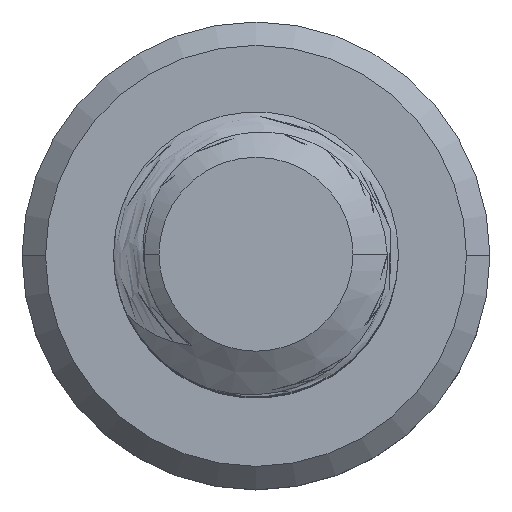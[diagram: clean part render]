
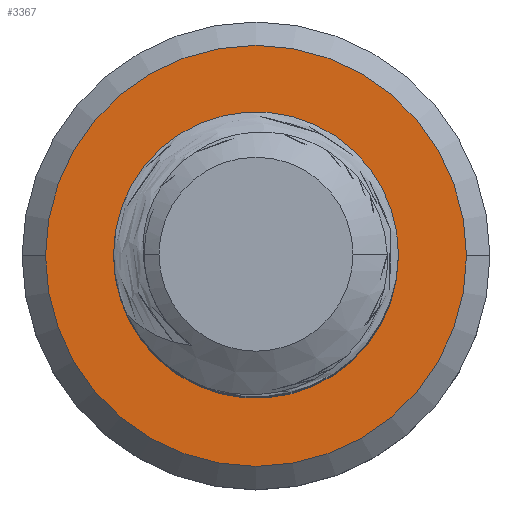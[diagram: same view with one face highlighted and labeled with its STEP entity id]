
A CAD part, top view. The second image highlights one B-rep face of the part: STEP entity #3367.
In plain terms, the highlighted planar face has unit normal (0, 0, 1).
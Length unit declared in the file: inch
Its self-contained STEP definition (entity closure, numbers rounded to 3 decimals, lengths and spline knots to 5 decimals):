
#90 = CARTESIAN_POINT ( 'NONE',  ( -0.08379, 0.03905, -0.625 ) ) ;
#114 = ORIENTED_EDGE ( 'NONE', *, *, #3291, .T. ) ;
#164 = CARTESIAN_POINT ( 'NONE',  ( 0., 0., -0.625 ) ) ;
#186 = AXIS2_PLACEMENT_3D ( 'NONE', #3466, #934, #3894 ) ;
#191 = ORIENTED_EDGE ( 'NONE', *, *, #5340, .T. ) ;
#292 = EDGE_CURVE ( 'NONE', #1797, #4768, #3627, .T. ) ;
#375 = CARTESIAN_POINT ( 'NONE',  ( 0.03983, 0.08243, -0.625 ) ) ;
#395 = CARTESIAN_POINT ( 'NONE',  ( 0.07713, -0.0199, -0.625 ) ) ;
#451 = CIRCLE ( 'NONE', #1411, 0.095 ) ;
#510 = EDGE_LOOP ( 'NONE', ( #114, #2207 ) ) ;
#520 = CARTESIAN_POINT ( 'NONE',  ( 0., 0., -0.625 ) ) ;
#548 = CARTESIAN_POINT ( 'NONE',  ( -0.03333, -0.0715, -0.625 ) ) ;
#564 = CARTESIAN_POINT ( 'NONE',  ( -0.07204, 0.06132, -0.625 ) ) ;
#628 = DIRECTION ( 'NONE',  ( 1., 0., 0. ) ) ;
#744 = ORIENTED_EDGE ( 'NONE', *, *, #5380, .T. ) ;
#763 = AXIS2_PLACEMENT_3D ( 'NONE', #5050, #2543, #5472 ) ;
#851 = CARTESIAN_POINT ( 'NONE',  ( 0.05934, 0.06638, -0.625 ) ) ;
#873 = CARTESIAN_POINT ( 'NONE',  ( 0.06462, -0.04187, -0.625 ) ) ;
#934 = DIRECTION ( 'NONE',  ( 0., 0., 1. ) ) ;
#1006 = DIRECTION ( 'NONE',  ( 0., 0., -1. ) ) ;
#1010 = CARTESIAN_POINT ( 'NONE',  ( -0.00844, -0.07559, -0.625 ) ) ;
#1023 = CARTESIAN_POINT ( 'NONE',  ( -0.05567, -0.05978, -0.625 ) ) ;
#1137 = EDGE_CURVE ( 'NONE', #2030, #1815, #451, .T. ) ;
#1245 = CIRCLE ( 'NONE', #5469, 0.0747 ) ;
#1298 = CARTESIAN_POINT ( 'NONE',  ( 0.07368, 0.04558, -0.625 ) ) ;
#1301 = EDGE_LOOP ( 'NONE', ( #4428, #191, #744, #3090 ) ) ;
#1319 = CARTESIAN_POINT ( 'NONE',  ( 0.05234, -0.0533, -0.625 ) ) ;
#1396 = FACE_BOUND ( 'NONE', #1301, .T. ) ;
#1411 = AXIS2_PLACEMENT_3D ( 'NONE', #164, #3211, #628 ) ;
#1466 = CARTESIAN_POINT ( 'NONE',  ( -0.07321, -0.04164, -0.625 ) ) ;
#1637 = CARTESIAN_POINT ( 'NONE',  ( 0., 0.095, -0.625 ) ) ;
#1694 = CARTESIAN_POINT ( 'NONE',  ( 0.00845, 0.09431, -0.625 ) ) ;
#1732 = CARTESIAN_POINT ( 'NONE',  ( 0.07932, 0.02987, -0.625 ) ) ;
#1789 = CARTESIAN_POINT ( 'NONE',  ( 0., 0., -0.625 ) ) ;
#1797 = VERTEX_POINT ( 'NONE', #2325 ) ;
#1815 = VERTEX_POINT ( 'NONE', #2760 ) ;
#1892 = CARTESIAN_POINT ( 'NONE',  ( -0.08454, -0.01903, -0.625 ) ) ;
#2030 = VERTEX_POINT ( 'NONE', #1637 ) ;
#2151 = CARTESIAN_POINT ( 'NONE',  ( 0.08162, 0.01741, -0.625 ) ) ;
#2204 = DIRECTION ( 'NONE',  ( 1., 0., 0. ) ) ;
#2207 = ORIENTED_EDGE ( 'NONE', *, *, #292, .T. ) ;
#2304 = CARTESIAN_POINT ( 'NONE',  ( -0.08903, 0.00577, -0.625 ) ) ;
#2325 = CARTESIAN_POINT ( 'NONE',  ( 0.1404, 0., -0.625 ) ) ;
#2543 = DIRECTION ( 'NONE',  ( 0., 0., 1. ) ) ;
#2580 = CARTESIAN_POINT ( 'NONE',  ( 0.08197, 0.00486, -0.625 ) ) ;
#2729 = CARTESIAN_POINT ( 'NONE',  ( -0.08632, 0.03086, -0.625 ) ) ;
#2760 = CARTESIAN_POINT ( 'NONE',  ( -0.06656, 0.06778, -0.625 ) ) ;
#2773 = CIRCLE ( 'NONE', #186, 0.1404 ) ;
#2972 = CARTESIAN_POINT ( 'NONE',  ( 0.03246, 0.08647, -0.625 ) ) ;
#2992 = CARTESIAN_POINT ( 'NONE',  ( 0.08035, -0.00769, -0.625 ) ) ;
#3090 = ORIENTED_EDGE ( 'NONE', *, *, #5445, .T. ) ;
#3096 = PLANE ( 'NONE',  #3681 ) ;
#3133 = CARTESIAN_POINT ( 'NONE',  ( -0.01679, -0.07512, -0.625 ) ) ;
#3142 = CARTESIAN_POINT ( 'NONE',  ( 0.05234, -0.0533, -0.625 ) ) ;
#3149 = CARTESIAN_POINT ( 'NONE',  ( -0.07662, 0.05419, -0.625 ) ) ;
#3211 = DIRECTION ( 'NONE',  ( 0., 0., 1. ) ) ;
#3291 = EDGE_CURVE ( 'NONE', #4768, #1797, #2773, .T. ) ;
#3367 = ADVANCED_FACE ( 'NONE', ( #4892, #1396 ), #3096, .F. ) ;
#3393 = CARTESIAN_POINT ( 'NONE',  ( 0.05329, 0.07238, -0.625 ) ) ;
#3412 = CARTESIAN_POINT ( 'NONE',  ( 0.07372, -0.02766, -0.625 ) ) ;
#3413 = VERTEX_POINT ( 'NONE', #3142 ) ;
#3466 = CARTESIAN_POINT ( 'NONE',  ( 0., 0., -0.625 ) ) ;
#3566 = CARTESIAN_POINT ( 'NONE',  ( -0.04116, -0.0684, -0.625 ) ) ;
#3589 = CARTESIAN_POINT ( 'NONE',  ( -0.06656, 0.06778, -0.625 ) ) ;
#3627 = CIRCLE ( 'NONE', #763, 0.1404 ) ;
#3670 = B_SPLINE_CURVE_WITH_KNOTS ( 'NONE', 3,
 ( #4817, #1010, #3133, #548, #3566, #1023, #3995, #1466, #4431, #1892, #4838, #2304, #5221, #2729, #90, #3149, #564, #3589 ),
 .UNSPECIFIED., .F., .F.,
 ( 4, 2, 2, 2, 2, 2, 2, 2, 4 ),
 ( 0., 0.00064, 0.00128, 0.00191, 0.00255, 0.00319, 0.00383, 0.00446, 0.0051 ),
 .UNSPECIFIED. ) ;
#3681 = AXIS2_PLACEMENT_3D ( 'NONE', #520, #1006, #3970 ) ;
#3822 = CARTESIAN_POINT ( 'NONE',  ( 0.06946, 0.05306, -0.625 ) ) ;
#3831 = CARTESIAN_POINT ( 'NONE',  ( -0.1404, 0., -0.625 ) ) ;
#3843 = CARTESIAN_POINT ( 'NONE',  ( 0.05906, -0.04809, -0.625 ) ) ;
#3894 = DIRECTION ( 'NONE',  ( -1., 0., 0. ) ) ;
#3959 = VERTEX_POINT ( 'NONE', #4048 ) ;
#3970 = DIRECTION ( 'NONE',  ( -1., 0., 0. ) ) ;
#3995 = CARTESIAN_POINT ( 'NONE',  ( -0.06216, -0.05436, -0.625 ) ) ;
#4048 = CARTESIAN_POINT ( 'NONE',  ( 0., -0.0747, -0.625 ) ) ;
#4246 = CARTESIAN_POINT ( 'NONE',  ( 0., 0.095, -0.625 ) ) ;
#4255 = B_SPLINE_CURVE_WITH_KNOTS ( 'NONE', 3,
 ( #4246, #1694, #5488, #2972, #375, #3393, #851, #3822, #1298, #4269, #1732, #4684, #2151, #5083, #2580, #5504, #2992, #395, #3412, #873, #3843, #1319 ),
 .UNSPECIFIED., .F., .F.,
 ( 4, 2, 2, 2, 2, 2, 2, 2, 2, 2, 4 ),
 ( 0., 0.00064, 0.00128, 0.00192, 0.00256, 0.00288, 0.0032, 0.00352, 0.00383, 0.00447, 0.00511 ),
 .UNSPECIFIED. ) ;
#4269 = CARTESIAN_POINT ( 'NONE',  ( 0.07814, 0.03388, -0.625 ) ) ;
#4428 = ORIENTED_EDGE ( 'NONE', *, *, #1137, .F. ) ;
#4431 = CARTESIAN_POINT ( 'NONE',  ( -0.0777, -0.03442, -0.625 ) ) ;
#4684 = CARTESIAN_POINT ( 'NONE',  ( 0.08107, 0.02164, -0.625 ) ) ;
#4736 = DIRECTION ( 'NONE',  ( 0., 0., -1. ) ) ;
#4768 = VERTEX_POINT ( 'NONE', #3831 ) ;
#4817 = CARTESIAN_POINT ( 'NONE',  ( 0., -0.0747, -0.625 ) ) ;
#4838 = CARTESIAN_POINT ( 'NONE',  ( -0.08684, -0.01085, -0.625 ) ) ;
#4892 = FACE_OUTER_BOUND ( 'NONE', #510, .T. ) ;
#5050 = CARTESIAN_POINT ( 'NONE',  ( 0., 0., -0.625 ) ) ;
#5083 = CARTESIAN_POINT ( 'NONE',  ( 0.08207, 0.00904, -0.625 ) ) ;
#5221 = CARTESIAN_POINT ( 'NONE',  ( -0.08892, 0.01434, -0.625 ) ) ;
#5340 = EDGE_CURVE ( 'NONE', #2030, #3413, #4255, .T. ) ;
#5380 = EDGE_CURVE ( 'NONE', #3413, #3959, #1245, .T. ) ;
#5445 = EDGE_CURVE ( 'NONE', #3959, #1815, #3670, .T. ) ;
#5469 = AXIS2_PLACEMENT_3D ( 'NONE', #1789, #4736, #2204 ) ;
#5472 = DIRECTION ( 'NONE',  ( -1., 0., 0. ) ) ;
#5488 = CARTESIAN_POINT ( 'NONE',  ( 0.01663, 0.09246, -0.625 ) ) ;
#5504 = CARTESIAN_POINT ( 'NONE',  ( 0.08111, -0.00349, -0.625 ) ) ;
